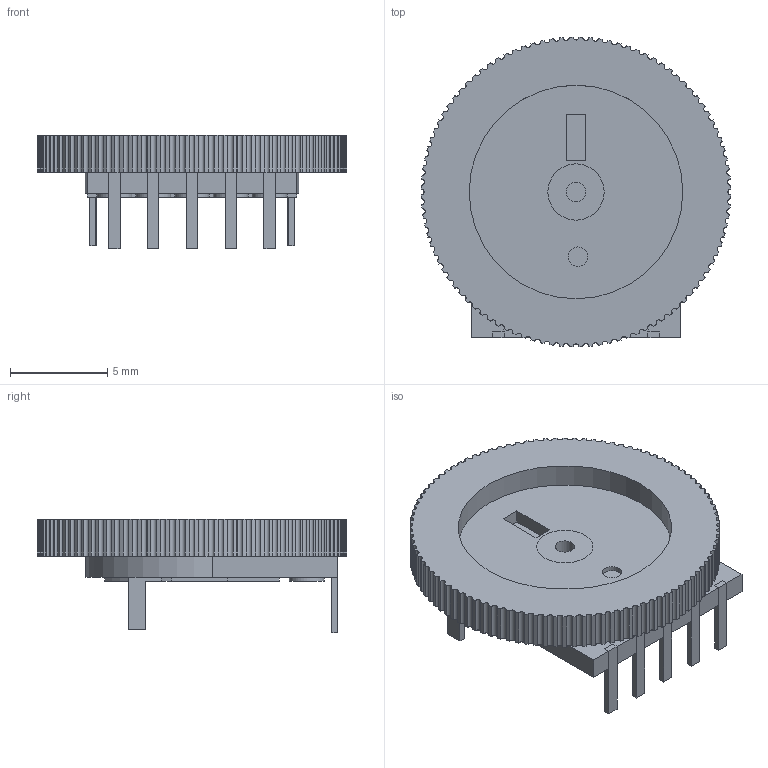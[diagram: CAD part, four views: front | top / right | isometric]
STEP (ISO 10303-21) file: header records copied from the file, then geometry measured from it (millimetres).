
FILE_DESCRIPTION(/* description */ (''),/* implementation_level */ '2;1');
FILE_NAME(/* name */ 'B103 volume potentiometer v3.step',/* time_stamp */ '2020-06-20T18:20:20+01:00',/* author */ (''),/* organization */ (''),/* preprocessor_version */ 'ST-DEVELOPER v18.1',/* originating_system */ 'Autodesk Translation Framework v9.3.0.1241',/* authorisation */ '');
FILE_SCHEMA (('AUTOMOTIVE_DESIGN { 1 0 10303 214 3 1 1 }'));
Length unit declared in the file: millimetre
Products named in the file (3): B103 volume potentiometer; Wheel; Board
Assembly tree (2 placements, depth 2):
  B103 volume potentiometer
    Wheel
    Board
Bounding box: 15.95 x 15.95 x 5.85 mm (x, y, z)
Volume: 419.1 mm3; surface area: 1127.3 mm2
Topology: 18 solids, 18 shells, 426 faces, 1166 edges, 776 vertices
Faces by surface type: cylinder 223, plane 128, bspline 75
Full cylindrical faces by diameter (mm): 1 x8, 1.8 x5, 2.9 x2, 11 x1
Entity records: 15014 total; most frequent: CARTESIAN_POINT 4118, ORIENTED_EDGE 2332, DIRECTION 2174, EDGE_CURVE 1166, AXIS2_PLACEMENT_3D 802, VERTEX_POINT 776, LINE 570, VECTOR 570
